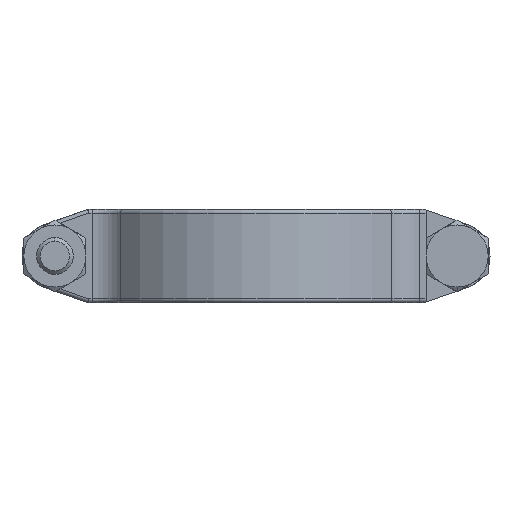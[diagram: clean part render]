
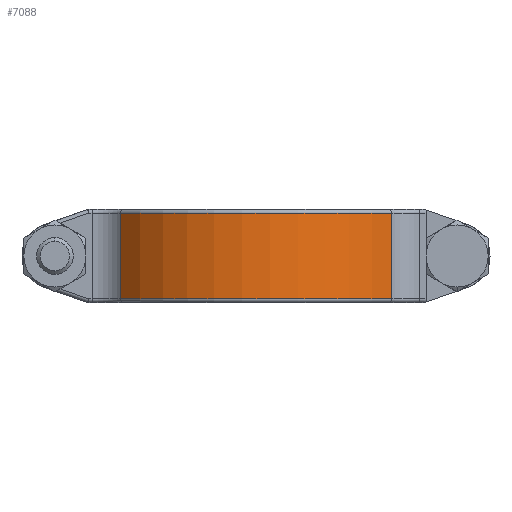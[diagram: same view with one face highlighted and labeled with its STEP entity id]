
A CAD part, front view. The second image highlights one B-rep face of the part: STEP entity #7088.
In plain terms, the highlighted cylindrical face has radius 48.1 mm (diameter 96.2 mm), a partial arc.
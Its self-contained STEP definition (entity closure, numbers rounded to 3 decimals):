
#482 = CARTESIAN_POINT ( 'NONE',  ( 0., 0., -11.75 ) ) ;
#649 = DIRECTION ( 'NONE',  ( 1., 0., 0. ) ) ;
#840 = CARTESIAN_POINT ( 'NONE',  ( 37.085, -30.632, -11.75 ) ) ;
#1286 = FACE_OUTER_BOUND ( 'NONE', #7356, .T. ) ;
#1683 = EDGE_CURVE ( 'NONE', #4604, #3105, #3483, .T. ) ;
#1687 = VERTEX_POINT ( 'NONE', #9052 ) ;
#1746 = CARTESIAN_POINT ( 'NONE',  ( 37.085, -30.632, 12.75 ) ) ;
#2157 = DIRECTION ( 'NONE',  ( 0., 0., -1. ) ) ;
#3105 = VERTEX_POINT ( 'NONE', #840 ) ;
#3240 = EDGE_CURVE ( 'NONE', #3105, #7176, #7322, .T. ) ;
#3307 = CARTESIAN_POINT ( 'NONE',  ( -37.085, -30.632, -11.75 ) ) ;
#3483 = CIRCLE ( 'NONE', #3651, 48.1 ) ;
#3651 = AXIS2_PLACEMENT_3D ( 'NONE', #482, #4316, #649 ) ;
#3669 = CARTESIAN_POINT ( 'NONE',  ( 0., 0., 11.75 ) ) ;
#4144 = ORIENTED_EDGE ( 'NONE', *, *, #7824, .T. ) ;
#4227 = EDGE_CURVE ( 'NONE', #7176, #1687, #4706, .T. ) ;
#4316 = DIRECTION ( 'NONE',  ( 0., 0., 1. ) ) ;
#4353 = DIRECTION ( 'NONE',  ( 1., 0., 0. ) ) ;
#4373 = AXIS2_PLACEMENT_3D ( 'NONE', #5120, #8177, #4353 ) ;
#4604 = VERTEX_POINT ( 'NONE', #3307 ) ;
#4706 = CIRCLE ( 'NONE', #8866, 48.1 ) ;
#5120 = CARTESIAN_POINT ( 'NONE',  ( 0., 0., 12.75 ) ) ;
#5160 = ORIENTED_EDGE ( 'NONE', *, *, #3240, .T. ) ;
#5708 = ORIENTED_EDGE ( 'NONE', *, *, #4227, .T. ) ;
#6016 = DIRECTION ( 'NONE',  ( 1., 0., 0. ) ) ;
#6590 = VECTOR ( 'NONE', #9428, 1000. ) ;
#6880 = DIRECTION ( 'NONE',  ( 0., 0., -1. ) ) ;
#7010 = CARTESIAN_POINT ( 'NONE',  ( 37.085, -30.632, 11.75 ) ) ;
#7088 = ADVANCED_FACE ( 'NONE', ( #1286 ), #9031, .T. ) ;
#7176 = VERTEX_POINT ( 'NONE', #7010 ) ;
#7322 = LINE ( 'NONE', #1746, #6590 ) ;
#7356 = EDGE_LOOP ( 'NONE', ( #5160, #5708, #4144, #9947 ) ) ;
#7824 = EDGE_CURVE ( 'NONE', #1687, #4604, #9248, .T. ) ;
#8177 = DIRECTION ( 'NONE',  ( 0., 0., -1. ) ) ;
#8866 = AXIS2_PLACEMENT_3D ( 'NONE', #3669, #2157, #6016 ) ;
#9031 = CYLINDRICAL_SURFACE ( 'NONE', #4373, 48.1 ) ;
#9052 = CARTESIAN_POINT ( 'NONE',  ( -37.085, -30.632, 11.75 ) ) ;
#9248 = LINE ( 'NONE', #9293, #9308 ) ;
#9293 = CARTESIAN_POINT ( 'NONE',  ( -37.085, -30.632, 12.75 ) ) ;
#9308 = VECTOR ( 'NONE', #6880, 1000. ) ;
#9428 = DIRECTION ( 'NONE',  ( 0., 0., 1. ) ) ;
#9947 = ORIENTED_EDGE ( 'NONE', *, *, #1683, .T. ) ;
